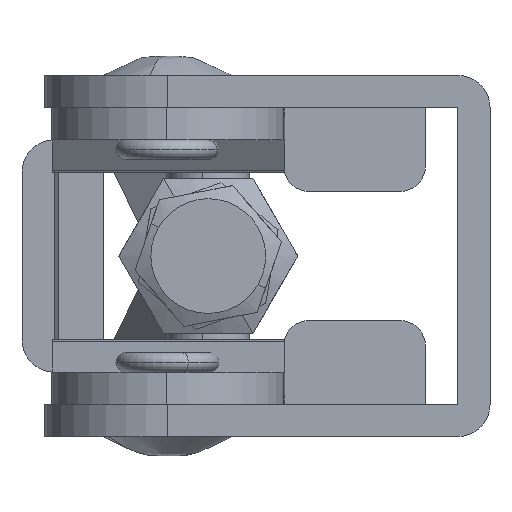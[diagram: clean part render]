
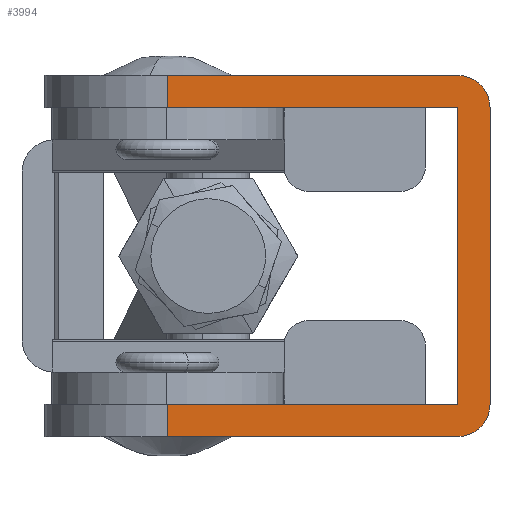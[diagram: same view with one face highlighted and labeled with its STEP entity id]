
A CAD part, left-side view. The second image highlights one B-rep face of the part: STEP entity #3994.
In plain terms, the highlighted planar face has unit normal (-1, 0, 0).
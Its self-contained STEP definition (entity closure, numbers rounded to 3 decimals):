
#663 = CARTESIAN_POINT ( 'NONE',  ( -35., 25., 0. ) ) ;
#1022 = VERTEX_POINT ( 'NONE', #2168 ) ;
#1182 = VECTOR ( 'NONE', #22164, 1000. ) ;
#1267 = VECTOR ( 'NONE', #22492, 1000. ) ;
#1603 = VECTOR ( 'NONE', #13016, 1000. ) ;
#2129 = AXIS2_PLACEMENT_3D ( 'NONE', #3165, #22543, #5926 ) ;
#2168 = CARTESIAN_POINT ( 'NONE',  ( -35., 25., 25.5 ) ) ;
#2484 = ORIENTED_EDGE ( 'NONE', *, *, #14183, .F. ) ;
#2664 = LINE ( 'NONE', #10990, #31297 ) ;
#3165 = CARTESIAN_POINT ( 'NONE',  ( -35., 2.5, 25.5 ) ) ;
#3941 = CARTESIAN_POINT ( 'NONE',  ( -35., 25., 28. ) ) ;
#3994 = ADVANCED_FACE ( 'NONE', ( #5912 ), #11835, .F. ) ;
#4166 = EDGE_CURVE ( 'NONE', #19349, #15789, #4210, .T. ) ;
#4210 = LINE ( 'NONE', #7076, #10655 ) ;
#4241 = EDGE_CURVE ( 'NONE', #19349, #1022, #23703, .T. ) ;
#4599 = CARTESIAN_POINT ( 'NONE',  ( -35., 2.5, 2.5 ) ) ;
#4652 = CARTESIAN_POINT ( 'NONE',  ( -35., 25., 28. ) ) ;
#5912 = FACE_OUTER_BOUND ( 'NONE', #35342, .T. ) ;
#5926 = DIRECTION ( 'NONE',  ( 0., 0., -1. ) ) ;
#6215 = LINE ( 'NONE', #20051, #13600 ) ;
#7025 = CARTESIAN_POINT ( 'NONE',  ( -35., 2.5, 25.5 ) ) ;
#7076 = CARTESIAN_POINT ( 'NONE',  ( -35., 0., 28. ) ) ;
#8315 = CARTESIAN_POINT ( 'NONE',  ( -35., 2.5, 2.5 ) ) ;
#10052 = VERTEX_POINT ( 'NONE', #26956 ) ;
#10185 = LINE ( 'NONE', #13727, #24966 ) ;
#10248 = VERTEX_POINT ( 'NONE', #663 ) ;
#10655 = VECTOR ( 'NONE', #23691, 1000. ) ;
#10990 = CARTESIAN_POINT ( 'NONE',  ( -35., 2.5, 2.5 ) ) ;
#11141 = DIRECTION ( 'NONE',  ( 0., 0., -1. ) ) ;
#11835 = PLANE ( 'NONE',  #29746 ) ;
#12238 = VERTEX_POINT ( 'NONE', #12277 ) ;
#12277 = CARTESIAN_POINT ( 'NONE',  ( -35., 25., 2.5 ) ) ;
#12297 = VERTEX_POINT ( 'NONE', #7025 ) ;
#13016 = DIRECTION ( 'NONE',  ( 0., 0., -1. ) ) ;
#13600 = VECTOR ( 'NONE', #22816, 1000. ) ;
#13727 = CARTESIAN_POINT ( 'NONE',  ( -35., 25., 28. ) ) ;
#13810 = DIRECTION ( 'NONE',  ( 0., 0., 1. ) ) ;
#14183 = EDGE_CURVE ( 'NONE', #10052, #18057, #24292, .T. ) ;
#14649 = DIRECTION ( 'NONE',  ( 1., 0., 0. ) ) ;
#15057 = LINE ( 'NONE', #30876, #1182 ) ;
#15486 = ORIENTED_EDGE ( 'NONE', *, *, #34599, .T. ) ;
#15789 = VERTEX_POINT ( 'NONE', #30652 ) ;
#16242 = ORIENTED_EDGE ( 'NONE', *, *, #30792, .T. ) ;
#16943 = VECTOR ( 'NONE', #21120, 1000. ) ;
#17108 = EDGE_CURVE ( 'NONE', #25447, #18057, #17497, .T. ) ;
#17497 = CIRCLE ( 'NONE', #23713, 2.5 ) ;
#18057 = VERTEX_POINT ( 'NONE', #34685 ) ;
#18345 = EDGE_CURVE ( 'NONE', #10248, #25447, #6215, .T. ) ;
#19349 = VERTEX_POINT ( 'NONE', #3941 ) ;
#19617 = ORIENTED_EDGE ( 'NONE', *, *, #4241, .T. ) ;
#19731 = CARTESIAN_POINT ( 'NONE',  ( -35., 42.278, 25.5 ) ) ;
#20051 = CARTESIAN_POINT ( 'NONE',  ( -35., 0., 0. ) ) ;
#20120 = VERTEX_POINT ( 'NONE', #4599 ) ;
#20322 = EDGE_CURVE ( 'NONE', #20120, #12297, #2664, .T. ) ;
#21004 = ORIENTED_EDGE ( 'NONE', *, *, #4166, .F. ) ;
#21120 = DIRECTION ( 'NONE',  ( 0., 0., -1. ) ) ;
#21852 = ORIENTED_EDGE ( 'NONE', *, *, #18345, .T. ) ;
#22164 = DIRECTION ( 'NONE',  ( 0., -1., 0. ) ) ;
#22492 = DIRECTION ( 'NONE',  ( 0., 1., 0. ) ) ;
#22543 = DIRECTION ( 'NONE',  ( -1., 0., 0. ) ) ;
#22816 = DIRECTION ( 'NONE',  ( 0., -1., 0. ) ) ;
#23691 = DIRECTION ( 'NONE',  ( 0., -1., 0. ) ) ;
#23703 = LINE ( 'NONE', #4652, #1603 ) ;
#23713 = AXIS2_PLACEMENT_3D ( 'NONE', #8315, #27753, #11141 ) ;
#24292 = LINE ( 'NONE', #29345, #16943 ) ;
#24966 = VECTOR ( 'NONE', #32832, 1000. ) ;
#25447 = VERTEX_POINT ( 'NONE', #26720 ) ;
#26720 = CARTESIAN_POINT ( 'NONE',  ( -35., 2.5, 0. ) ) ;
#26956 = CARTESIAN_POINT ( 'NONE',  ( -35., 0., 25.5 ) ) ;
#27453 = EDGE_CURVE ( 'NONE', #12297, #1022, #28144, .T. ) ;
#27753 = DIRECTION ( 'NONE',  ( -1., 0., 0. ) ) ;
#28144 = LINE ( 'NONE', #19731, #1267 ) ;
#28453 = CARTESIAN_POINT ( 'NONE',  ( -35., 0., 28. ) ) ;
#29345 = CARTESIAN_POINT ( 'NONE',  ( -35., 0., 28. ) ) ;
#29746 = AXIS2_PLACEMENT_3D ( 'NONE', #28453, #14649, #33986 ) ;
#30652 = CARTESIAN_POINT ( 'NONE',  ( -35., 2.5, 28. ) ) ;
#30792 = EDGE_CURVE ( 'NONE', #12238, #10248, #10185, .T. ) ;
#30876 = CARTESIAN_POINT ( 'NONE',  ( -35., 2.5, 2.5 ) ) ;
#31297 = VECTOR ( 'NONE', #13810, 1000. ) ;
#31406 = CIRCLE ( 'NONE', #2129, 2.5 ) ;
#31645 = ORIENTED_EDGE ( 'NONE', *, *, #20322, .F. ) ;
#32203 = EDGE_CURVE ( 'NONE', #12238, #20120, #15057, .T. ) ;
#32291 = ORIENTED_EDGE ( 'NONE', *, *, #32203, .F. ) ;
#32832 = DIRECTION ( 'NONE',  ( 0., 0., -1. ) ) ;
#33986 = DIRECTION ( 'NONE',  ( 0., 0., -1. ) ) ;
#34505 = ORIENTED_EDGE ( 'NONE', *, *, #17108, .T. ) ;
#34599 = EDGE_CURVE ( 'NONE', #10052, #15789, #31406, .T. ) ;
#34685 = CARTESIAN_POINT ( 'NONE',  ( -35., 0., 2.5 ) ) ;
#35342 = EDGE_LOOP ( 'NONE', ( #21852, #34505, #2484, #15486, #21004, #19617, #35508, #31645, #32291, #16242 ) ) ;
#35508 = ORIENTED_EDGE ( 'NONE', *, *, #27453, .F. ) ;
